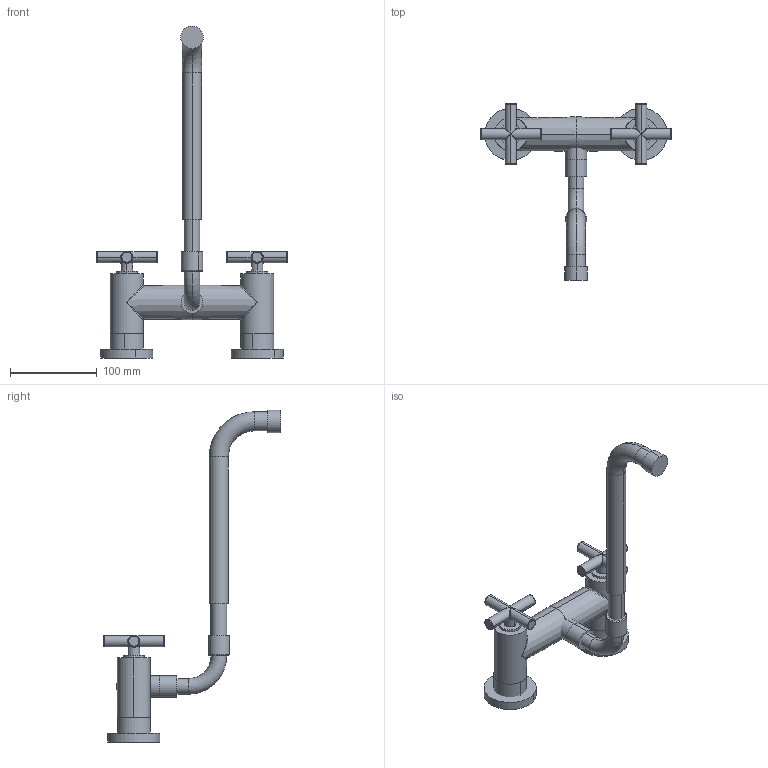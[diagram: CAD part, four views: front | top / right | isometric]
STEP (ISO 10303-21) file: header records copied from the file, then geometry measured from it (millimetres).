
FILE_DESCRIPTION (( 'STEP AP203' ), '1' );
FILE_NAME ('31151892-00.STEP', '2018-07-03T14:55:13', ( '' ), ( '' ), 'SwSTEP 2.0', 'SolidWorks 2017', '' );
FILE_SCHEMA (( 'CONFIG_CONTROL_DESIGN' ));
Length unit declared in the file: millimetre
Products named in the file (12): Planungsmodell_Rohr_gerade-+-28.568.780-10_ _K167_38x20; 31151892-00; Planungsmodell_Griff-+-09.20.89.003-01_ _K2; Planungsmodell_Rohr_gerade-+-28.568.780-10_ _K99_24,5x2,75; Planungsmodell_Rohr_gerade-+-28.568.780-10_ _K38_25x20; Planungsmodell_Rohr-+-28.548.780-10_ _K21_22x59x210_R41; Planungsmodell_Rohr-+-28.548.780-10_ _K22_�18x122,5x66_R35; Planungsmodell_Rohr_gerade-+-28.568.780-10_ _K168_22x23; Planungsmodell_Koerper-+-04.17.10.018.00.94-01_ _K1; Planungsmodell_Rohr_gerade-+-28.568.780-10_ _K170_26x15,5; Planungsmodell_Rohr_gerade-+-28.568.780-10_ _K17_60x10; Planungsmodell_Auslauf-+-04.28.25.075.00.94-01_-
Assembly tree (16 placements, depth 3):
  31151892-00
    Planungsmodell_Koerper-+-04.17.10.018.00.94-01_ _K1
    Planungsmodell_Rohr_gerade-+-28.568.780-10_ _K17_60x10  x2
    Planungsmodell_Rohr_gerade-+-28.568.780-10_ _K167_38x20  x2
    Planungsmodell_Griff-+-09.20.89.003-01_ _K2  x2
    Planungsmodell_Rohr_gerade-+-28.568.780-10_ _K99_24,5x2,75  x2
    Planungsmodell_Rohr_gerade-+-28.568.780-10_ _K38_25x20
    Planungsmodell_Auslauf-+-04.28.25.075.00.94-01_-
      Planungsmodell_Rohr_gerade-+-28.568.780-10_ _K38_25x20
      Planungsmodell_Rohr-+-28.548.780-10_ _K21_22x59x210_R41
      Planungsmodell_Rohr-+-28.548.780-10_ _K22_�18x122,5x66_R35
      Planungsmodell_Rohr_gerade-+-28.568.780-10_ _K168_22x23
      Planungsmodell_Rohr_gerade-+-28.568.780-10_ _K170_26x15,5
Bounding box: 220 x 203.7 x 382 mm (x, y, z)
Volume: 621770.9 mm3; surface area: 111435.1 mm2
Topology: 15 solids, 15 shells, 150 faces, 296 edges, 168 vertices
Faces by surface type: cylinder 52, plane 38, torus 24, bspline 20, cone 8, sphere 8
Entity records: 6160 total; most frequent: CARTESIAN_POINT 2802, DIRECTION 464, ORIENTED_EDGE 376, AXIS2_PLACEMENT_3D 211, EDGE_CURVE 188, PERSON_AND_ORGANIZATION 112, VERTEX_POINT 111, CIRCLE 106
